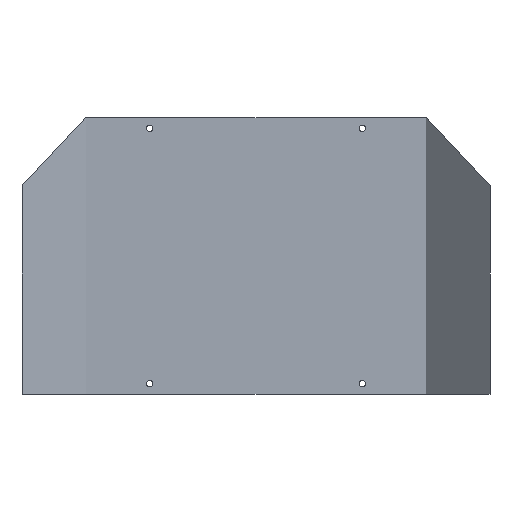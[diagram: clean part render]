
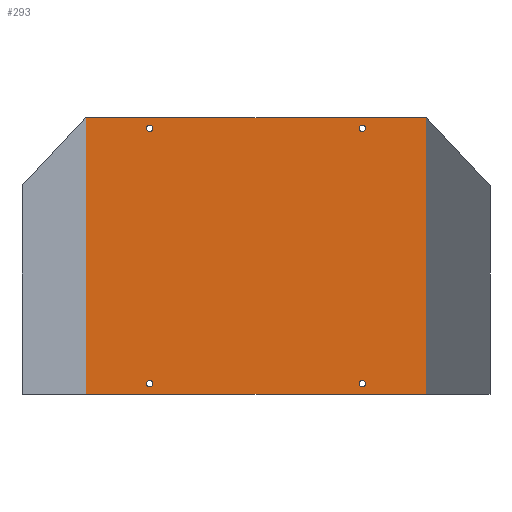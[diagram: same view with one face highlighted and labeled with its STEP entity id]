
A CAD part, front view. The second image highlights one B-rep face of the part: STEP entity #293.
In plain terms, the highlighted planar face has unit normal (0, -1, 0).
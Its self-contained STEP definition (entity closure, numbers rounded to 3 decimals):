
#15=FACE_BOUND('',#60,.T.);
#16=FACE_BOUND('',#61,.T.);
#17=FACE_BOUND('',#62,.T.);
#18=FACE_BOUND('',#63,.T.);
#27=PLANE('',#340);
#43=FACE_OUTER_BOUND('',#59,.T.);
#59=EDGE_LOOP('',(#237,#238,#239,#240));
#60=EDGE_LOOP('',(#241));
#61=EDGE_LOOP('',(#242));
#62=EDGE_LOOP('',(#243));
#63=EDGE_LOOP('',(#244));
#88=LINE('',#474,#118);
#90=LINE('',#479,#120);
#91=LINE('',#480,#121);
#92=LINE('',#481,#122);
#118=VECTOR('',#395,10.);
#120=VECTOR('',#399,10.);
#121=VECTOR('',#400,10.);
#122=VECTOR('',#401,10.);
#136=CIRCLE('',#326,1.5);
#138=CIRCLE('',#329,1.5);
#140=CIRCLE('',#332,1.5);
#142=CIRCLE('',#335,1.5);
#144=VERTEX_POINT('',#432);
#146=VERTEX_POINT('',#438);
#148=VERTEX_POINT('',#444);
#150=VERTEX_POINT('',#450);
#157=VERTEX_POINT('',#469);
#158=VERTEX_POINT('',#473);
#159=VERTEX_POINT('',#477);
#160=VERTEX_POINT('',#478);
#169=EDGE_CURVE('',#144,#144,#136,.T.);
#172=EDGE_CURVE('',#146,#146,#138,.T.);
#175=EDGE_CURVE('',#148,#148,#140,.T.);
#178=EDGE_CURVE('',#150,#150,#142,.T.);
#188=EDGE_CURVE('',#158,#157,#88,.T.);
#190=EDGE_CURVE('',#159,#160,#90,.T.);
#191=EDGE_CURVE('',#160,#158,#91,.T.);
#192=EDGE_CURVE('',#159,#157,#92,.T.);
#237=ORIENTED_EDGE('',*,*,#190,.T.);
#238=ORIENTED_EDGE('',*,*,#191,.T.);
#239=ORIENTED_EDGE('',*,*,#188,.T.);
#240=ORIENTED_EDGE('',*,*,#192,.F.);
#241=ORIENTED_EDGE('',*,*,#169,.T.);
#242=ORIENTED_EDGE('',*,*,#172,.T.);
#243=ORIENTED_EDGE('',*,*,#175,.T.);
#244=ORIENTED_EDGE('',*,*,#178,.T.);
#293=ADVANCED_FACE('',(#43,#15,#16,#17,#18),#27,.F.);
#326=AXIS2_PLACEMENT_3D('',#434,#355,#356);
#329=AXIS2_PLACEMENT_3D('',#440,#362,#363);
#332=AXIS2_PLACEMENT_3D('',#446,#369,#370);
#335=AXIS2_PLACEMENT_3D('',#452,#376,#377);
#340=AXIS2_PLACEMENT_3D('',#476,#397,#398);
#355=DIRECTION('center_axis',(0.,1.,0.));
#356=DIRECTION('ref_axis',(1.,0.,0.));
#362=DIRECTION('center_axis',(0.,1.,0.));
#363=DIRECTION('ref_axis',(1.,0.,0.));
#369=DIRECTION('center_axis',(0.,1.,0.));
#370=DIRECTION('ref_axis',(1.,0.,0.));
#376=DIRECTION('center_axis',(0.,1.,0.));
#377=DIRECTION('ref_axis',(1.,0.,0.));
#395=DIRECTION('',(0.,0.,1.));
#397=DIRECTION('center_axis',(0.,1.,0.));
#398=DIRECTION('ref_axis',(0.,0.,1.));
#399=DIRECTION('',(0.,0.,-1.));
#400=DIRECTION('',(1.,0.,0.));
#401=DIRECTION('',(1.,0.,0.));
#432=CARTESIAN_POINT('',(158.5,30.,125.));
#434=CARTESIAN_POINT('Origin',(160.,30.,125.));
#438=CARTESIAN_POINT('',(58.5,30.,5.));
#440=CARTESIAN_POINT('Origin',(60.,30.,5.));
#444=CARTESIAN_POINT('',(58.5,30.,125.));
#446=CARTESIAN_POINT('Origin',(60.,30.,125.));
#450=CARTESIAN_POINT('',(158.5,30.,5.));
#452=CARTESIAN_POINT('Origin',(160.,30.,5.));
#469=CARTESIAN_POINT('',(190.,30.,130.));
#473=CARTESIAN_POINT('',(190.,30.,0.));
#474=CARTESIAN_POINT('',(190.,30.,130.));
#476=CARTESIAN_POINT('Origin',(30.,30.,0.));
#477=CARTESIAN_POINT('',(30.,30.,130.));
#478=CARTESIAN_POINT('',(30.,30.,0.));
#479=CARTESIAN_POINT('',(30.,30.,0.));
#480=CARTESIAN_POINT('',(30.,30.,0.));
#481=CARTESIAN_POINT('',(30.,30.,130.));
